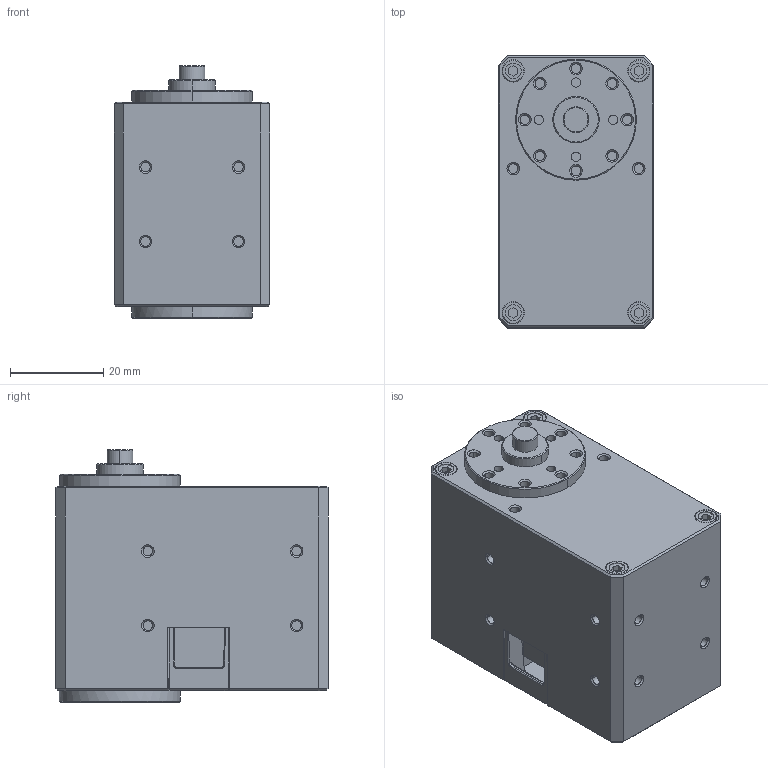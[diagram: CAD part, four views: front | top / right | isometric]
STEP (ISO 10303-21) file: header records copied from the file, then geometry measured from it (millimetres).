
FILE_DESCRIPTION((''),'2;1');
FILE_NAME('DC13_X540_DUMMY_ASSY_ASM','2021-12-10T17:42:01',('yunever'),(''),'CREO PARAMETRIC BY PTC INC, 2020074','CREO PARAMETRIC BY PTC INC, 2020074','');
FILE_SCHEMA(('CONFIG_CONTROL_DESIGN'));
Length unit declared in the file: millimetre
Products named in the file (5): DC13_X540_DUMMY; WBH_M2_5X17_3; DC13_A01_CVR_CABLE_1; DC12_A01_SPACER_RING_1; DC13_X540_DUMMY_ASSY_ASM
Assembly tree (18 placements, depth 2):
  DC13_X540_DUMMY_ASSY_ASM
    DC13_X540_DUMMY
    WBH_M2_5X17_3  x8
    DC13_A01_CVR_CABLE_1
    DC12_A01_SPACER_RING_1  x8
Bounding box: 33.5 x 58.5 x 54.3 mm (x, y, z)
Volume: 86424.1 mm3; surface area: 18209.3 mm2
Topology: 18 solids, 18 shells, 791 faces, 1956 edges, 1264 vertices
Faces by surface type: plane 331, cylinder 253, cone 195, bspline 6, torus 6
Entity records: 15733 total; most frequent: CARTESIAN_POINT 2883, DIRECTION 2820, ORIENTED_EDGE 2504, EDGE_CURVE 1252, AXIS2_PLACEMENT_3D 1045, VERTEX_POINT 788, VECTOR 730, LINE 730
